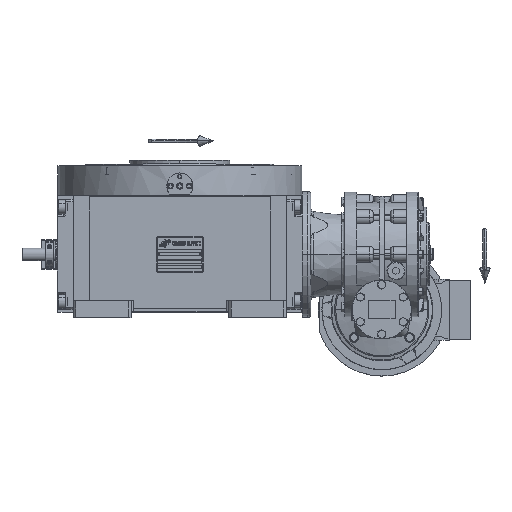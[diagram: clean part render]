
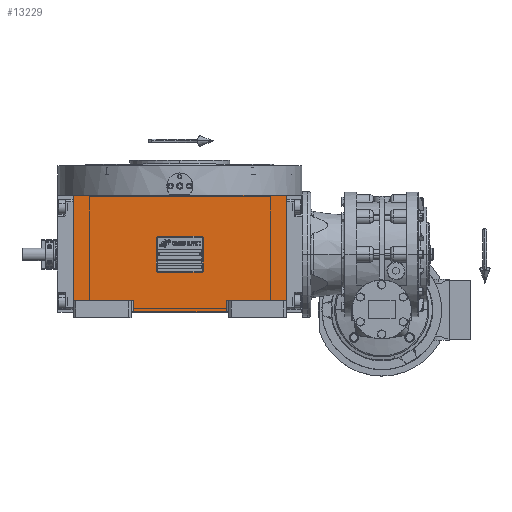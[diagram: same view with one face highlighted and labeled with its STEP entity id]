
A CAD part, top view. The second image highlights one B-rep face of the part: STEP entity #13229.
In plain terms, the highlighted planar face has unit normal (0, 0, 1).
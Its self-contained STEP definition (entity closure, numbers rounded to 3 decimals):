
#4702 = CARTESIAN_POINT ( 'NONE',  ( -59., -73., 226. ) ) ;
#4892 = CARTESIAN_POINT ( 'NONE',  ( -135., 75., 226. ) ) ;
#7588 = LINE ( 'NONE', #126640, #135109 ) ;
#9816 = CARTESIAN_POINT ( 'NONE',  ( -59., -59., 226. ) ) ;
#12352 = LINE ( 'NONE', #109473, #83203 ) ;
#13229 = ADVANCED_FACE ( 'NONE', ( #93523 ), #136736, .T. ) ;
#16792 = LINE ( 'NONE', #49383, #70099 ) ;
#22822 = DIRECTION ( 'NONE',  ( 0., 1., 0. ) ) ;
#25354 = EDGE_CURVE ( 'NONE', #68970, #62523, #47948, .T. ) ;
#26534 = VERTEX_POINT ( 'NONE', #4892 ) ;
#28284 = VERTEX_POINT ( 'NONE', #126110 ) ;
#29166 = CARTESIAN_POINT ( 'NONE',  ( -59., -73., 226. ) ) ;
#31233 = DIRECTION ( 'NONE',  ( 1., 0., 0. ) ) ;
#32380 = EDGE_CURVE ( 'NONE', #26534, #101187, #104050, .T. ) ;
#34498 = VECTOR ( 'NONE', #22822, 1000. ) ;
#34573 = EDGE_CURVE ( 'NONE', #88812, #101187, #64696, .T. ) ;
#47948 = LINE ( 'NONE', #4702, #101258 ) ;
#49383 = CARTESIAN_POINT ( 'NONE',  ( -135., -59., 226. ) ) ;
#50008 = CARTESIAN_POINT ( 'NONE',  ( -135., -59., 226. ) ) ;
#50178 = CARTESIAN_POINT ( 'NONE',  ( -135., 75., 226. ) ) ;
#56617 = CARTESIAN_POINT ( 'NONE',  ( -135., -73., 226. ) ) ;
#57007 = CARTESIAN_POINT ( 'NONE',  ( 135., 75., 226. ) ) ;
#58768 = VECTOR ( 'NONE', #31233, 1000. ) ;
#59872 = LINE ( 'NONE', #134921, #104806 ) ;
#60051 = DIRECTION ( 'NONE',  ( 1., 0., 0. ) ) ;
#61746 = EDGE_CURVE ( 'NONE', #133431, #62523, #16792, .T. ) ;
#62159 = EDGE_CURVE ( 'NONE', #68970, #28284, #83710, .T. ) ;
#62523 = VERTEX_POINT ( 'NONE', #9816 ) ;
#64696 = LINE ( 'NONE', #100062, #34498 ) ;
#68970 = VERTEX_POINT ( 'NONE', #122332 ) ;
#70099 = VECTOR ( 'NONE', #60051, 1000. ) ;
#71725 = ORIENTED_EDGE ( 'NONE', *, *, #112891, .T. ) ;
#73300 = EDGE_LOOP ( 'NONE', ( #91108, #82461, #71725, #97300, #98596, #78215, #134249, #104332 ) ) ;
#73465 = AXIS2_PLACEMENT_3D ( 'NONE', #56617, #99817, #77158 ) ;
#74554 = CARTESIAN_POINT ( 'NONE',  ( 135., -59., 226. ) ) ;
#77158 = DIRECTION ( 'NONE',  ( 1., 0., 0. ) ) ;
#78215 = ORIENTED_EDGE ( 'NONE', *, *, #105257, .F. ) ;
#80546 = DIRECTION ( 'NONE',  ( 0., 1., 0. ) ) ;
#80674 = DIRECTION ( 'NONE',  ( 1., 0., 0. ) ) ;
#82461 = ORIENTED_EDGE ( 'NONE', *, *, #117686, .F. ) ;
#82721 = DIRECTION ( 'NONE',  ( 0., 1., 0. ) ) ;
#83203 = VECTOR ( 'NONE', #100217, 1000. ) ;
#83710 = LINE ( 'NONE', #29166, #58768 ) ;
#88812 = VERTEX_POINT ( 'NONE', #74554 ) ;
#91108 = ORIENTED_EDGE ( 'NONE', *, *, #62159, .T. ) ;
#93523 = FACE_OUTER_BOUND ( 'NONE', #73300, .T. ) ;
#97300 = ORIENTED_EDGE ( 'NONE', *, *, #34573, .T. ) ;
#98596 = ORIENTED_EDGE ( 'NONE', *, *, #32380, .F. ) ;
#99817 = DIRECTION ( 'NONE',  ( 0., 0., 1. ) ) ;
#100062 = CARTESIAN_POINT ( 'NONE',  ( 135., -59., 226. ) ) ;
#100217 = DIRECTION ( 'NONE',  ( 0., -1., 0. ) ) ;
#101187 = VERTEX_POINT ( 'NONE', #57007 ) ;
#101258 = VECTOR ( 'NONE', #80546, 1000. ) ;
#104050 = LINE ( 'NONE', #50178, #133597 ) ;
#104332 = ORIENTED_EDGE ( 'NONE', *, *, #25354, .F. ) ;
#104490 = DIRECTION ( 'NONE',  ( 1., 0., 0. ) ) ;
#104806 = VECTOR ( 'NONE', #104490, 1000. ) ;
#105257 = EDGE_CURVE ( 'NONE', #133431, #26534, #7588, .T. ) ;
#106642 = VERTEX_POINT ( 'NONE', #124245 ) ;
#109473 = CARTESIAN_POINT ( 'NONE',  ( 59., -59., 226. ) ) ;
#112891 = EDGE_CURVE ( 'NONE', #106642, #88812, #59872, .T. ) ;
#117686 = EDGE_CURVE ( 'NONE', #106642, #28284, #12352, .T. ) ;
#122332 = CARTESIAN_POINT ( 'NONE',  ( -59., -73., 226. ) ) ;
#124245 = CARTESIAN_POINT ( 'NONE',  ( 59., -59., 226. ) ) ;
#126110 = CARTESIAN_POINT ( 'NONE',  ( 59., -73., 226. ) ) ;
#126640 = CARTESIAN_POINT ( 'NONE',  ( -135., -59., 226. ) ) ;
#133431 = VERTEX_POINT ( 'NONE', #50008 ) ;
#133597 = VECTOR ( 'NONE', #80674, 1000. ) ;
#134249 = ORIENTED_EDGE ( 'NONE', *, *, #61746, .T. ) ;
#134921 = CARTESIAN_POINT ( 'NONE',  ( 59., -59., 226. ) ) ;
#135109 = VECTOR ( 'NONE', #82721, 1000. ) ;
#136736 = PLANE ( 'NONE',  #73465 ) ;
